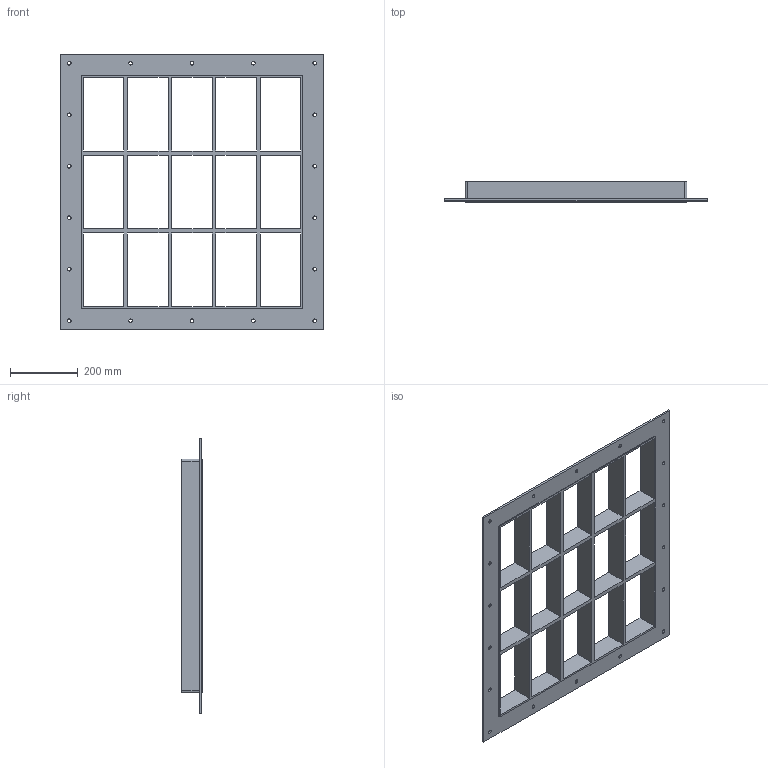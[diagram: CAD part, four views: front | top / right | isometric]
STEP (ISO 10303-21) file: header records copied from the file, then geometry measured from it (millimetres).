
FILE_DESCRIPTION((''),'2;1');
FILE_NAME('GH6+6+6X5.stp','2015-01-14T09:04:34',(''),(''),'Autodesk Inventor 2013','Autodesk Inventor 2013','');
FILE_SCHEMA(('AUTOMOTIVE_DESIGN { 1 0 10303 214 1 1 1 1 }'));
Length unit declared in the file: millimetre
Products named in the file (1): GH-ISO
Bounding box: 774.5 x 60 x 810 mm (x, y, z)
Volume: 4497619.5 mm3; surface area: 1240029.1 mm2
Topology: 1 solids, 1 shells, 102 faces, 312 edges, 214 vertices
Faces by surface type: plane 76, cylinder 26
Full cylindrical faces by diameter (mm): 10.5 x18
Entity records: 3398 total; most frequent: CARTESIAN_POINT 575, ORIENTED_EDGE 552, DIRECTION 534, EDGE_CURVE 276, VECTOR 224, LINE 224, VERTEX_POINT 196, EDGE_LOOP 188
